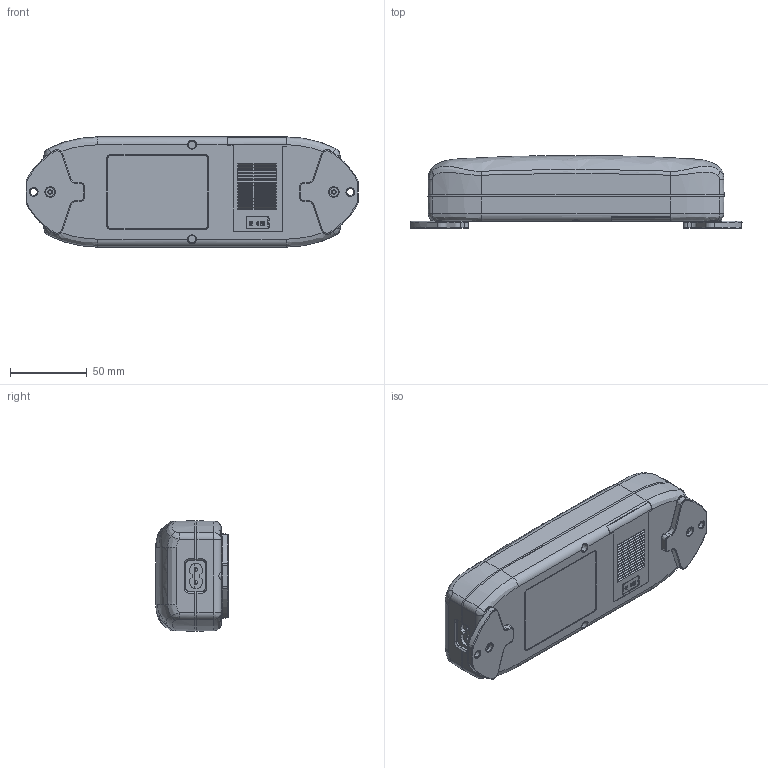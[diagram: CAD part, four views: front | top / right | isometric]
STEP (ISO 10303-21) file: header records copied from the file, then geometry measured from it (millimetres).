
FILE_DESCRIPTION (( 'STEP AP203' ), '1' );
FILE_NAME ('Okin SMPS.STEP', '2011-02-10T14:58:52', ( '.' ), ( '.' ), 'SwSTEP 2.0', 'SolidWorks 2008', '' );
FILE_SCHEMA (( 'CONFIG_CONTROL_DESIGN' ));
Length unit declared in the file: millimetre
Products named in the file (1): Okin SMPS
Bounding box: 215.9 x 47.2 x 71.7 mm (x, y, z)
Volume: 539792.2 mm3; surface area: 52530.8 mm2
Topology: 1 solids, 1 shells, 954 faces, 2624 edges, 1686 vertices
Faces by surface type: plane 580, bspline 195, cylinder 81, cone 70, torus 28
Entity records: 44319 total; most frequent: CARTESIAN_POINT 21465, ORIENTED_EDGE 5204, DIRECTION 4063, EDGE_CURVE 2602, LINE 1717, VECTOR 1717, VERTEX_POINT 1686, AXIS2_PLACEMENT_3D 1173
